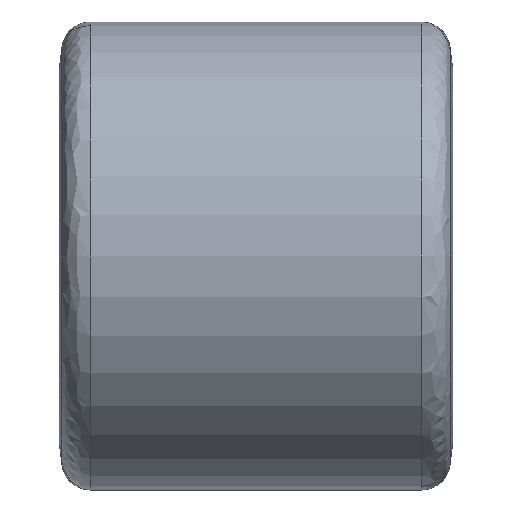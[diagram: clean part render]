
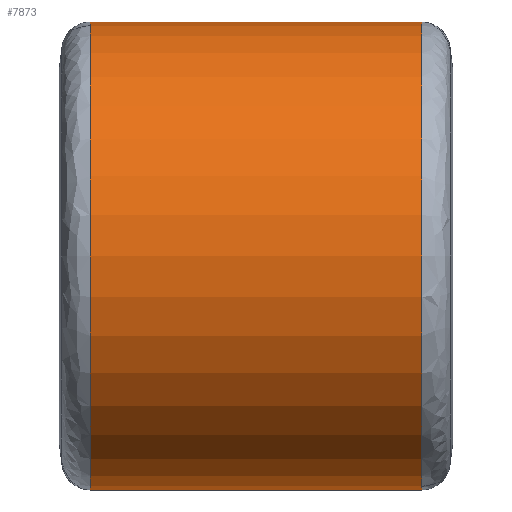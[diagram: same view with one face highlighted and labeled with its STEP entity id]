
A CAD part, front view. The second image highlights one B-rep face of the part: STEP entity #7873.
In plain terms, the highlighted cylindrical face has radius 41 mm (diameter 82 mm), a partial arc.
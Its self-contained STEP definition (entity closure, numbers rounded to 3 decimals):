
#350 = CARTESIAN_POINT ( 'NONE',  ( 0., 0., 41. ) ) ;
#728 = CARTESIAN_POINT ( 'NONE',  ( -29.033, 0., 0. ) ) ;
#894 = AXIS2_PLACEMENT_3D ( 'NONE', #5071, #1425, #1372 ) ;
#1025 = DIRECTION ( 'NONE',  ( 1., 0., 0. ) ) ;
#1219 = DIRECTION ( 'NONE',  ( 1., 0., 0. ) ) ;
#1372 = DIRECTION ( 'NONE',  ( 0., 0., -1. ) ) ;
#1425 = DIRECTION ( 'NONE',  ( 1., 0., 0. ) ) ;
#1501 = CARTESIAN_POINT ( 'NONE',  ( -29.033, 0., -41. ) ) ;
#1568 = CIRCLE ( 'NONE', #8158, 41. ) ;
#1743 = DIRECTION ( 'NONE',  ( 0., 0., -1. ) ) ;
#2082 = CYLINDRICAL_SURFACE ( 'NONE', #894, 41. ) ;
#2192 = CARTESIAN_POINT ( 'NONE',  ( 29.033, 0., -41. ) ) ;
#2287 = EDGE_CURVE ( 'NONE', #8536, #8014, #7963, .T. ) ;
#2335 = ORIENTED_EDGE ( 'NONE', *, *, #3866, .T. ) ;
#2878 = DIRECTION ( 'NONE',  ( 0., 0., -1. ) ) ;
#3486 = AXIS2_PLACEMENT_3D ( 'NONE', #6949, #8470, #1743 ) ;
#3594 = VECTOR ( 'NONE', #1025, 1000. ) ;
#3636 = VERTEX_POINT ( 'NONE', #6275 ) ;
#3866 = EDGE_CURVE ( 'NONE', #8014, #4795, #8477, .T. ) ;
#4166 = EDGE_CURVE ( 'NONE', #3636, #8536, #1568, .T. ) ;
#4235 = VECTOR ( 'NONE', #1219, 1000. ) ;
#4317 = ORIENTED_EDGE ( 'NONE', *, *, #2287, .T. ) ;
#4534 = EDGE_LOOP ( 'NONE', ( #7000, #6295, #4317, #2335 ) ) ;
#4795 = VERTEX_POINT ( 'NONE', #6467 ) ;
#5071 = CARTESIAN_POINT ( 'NONE',  ( 0., 0., 0. ) ) ;
#6193 = LINE ( 'NONE', #350, #3594 ) ;
#6275 = CARTESIAN_POINT ( 'NONE',  ( -29.033, 0., 41. ) ) ;
#6295 = ORIENTED_EDGE ( 'NONE', *, *, #4166, .T. ) ;
#6398 = CARTESIAN_POINT ( 'NONE',  ( 0., 0., -41. ) ) ;
#6467 = CARTESIAN_POINT ( 'NONE',  ( 29.033, 0., 41. ) ) ;
#6949 = CARTESIAN_POINT ( 'NONE',  ( 29.033, 0., 0. ) ) ;
#7000 = ORIENTED_EDGE ( 'NONE', *, *, #8100, .F. ) ;
#7873 = ADVANCED_FACE ( 'NONE', ( #8109 ), #2082, .T. ) ;
#7963 = LINE ( 'NONE', #6398, #4235 ) ;
#8014 = VERTEX_POINT ( 'NONE', #2192 ) ;
#8100 = EDGE_CURVE ( 'NONE', #3636, #4795, #6193, .T. ) ;
#8104 = DIRECTION ( 'NONE',  ( 1., 0., 0. ) ) ;
#8109 = FACE_OUTER_BOUND ( 'NONE', #4534, .T. ) ;
#8158 = AXIS2_PLACEMENT_3D ( 'NONE', #728, #8104, #2878 ) ;
#8470 = DIRECTION ( 'NONE',  ( -1., 0., 0. ) ) ;
#8477 = CIRCLE ( 'NONE', #3486, 41. ) ;
#8536 = VERTEX_POINT ( 'NONE', #1501 ) ;
